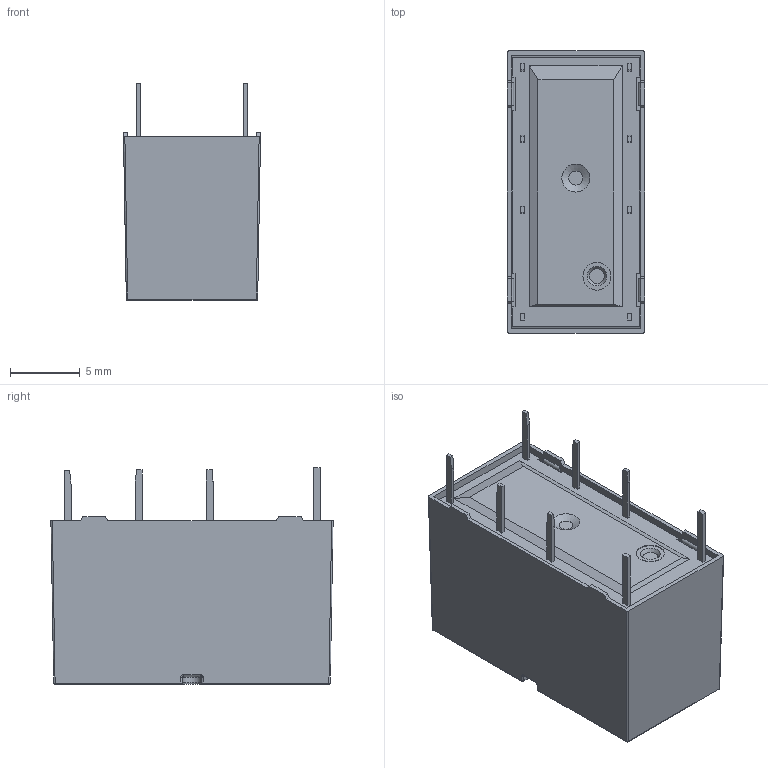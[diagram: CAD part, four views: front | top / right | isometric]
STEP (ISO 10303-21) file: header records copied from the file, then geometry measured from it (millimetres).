
FILE_DESCRIPTION( ( 'Unknown' ), '1' );
FILE_NAME( 'M.stp', 'Unknown', ( 'Unknown' ), ( 'Unknown' ), 'PSStep 16.0.42', 'Unknown', ' ' );
FILE_SCHEMA( ( 'AUTOMOTIVE_DESIGN { 1 0 10303 214 1 1 1 1 }' ) );
Length unit declared in the file: millimetre
Products named in the file (1): 罩壳A
Bounding box: 9.81 x 20.18 x 15.5 mm (x, y, z)
Volume: 2165 mm3; surface area: 1596.2 mm2
Topology: 1 solids, 6 shells, 271 faces, 707 edges, 451 vertices
Faces by surface type: plane 205, cylinder 47, sphere 8, torus 5, bspline 4, cone 2
Full cylindrical faces by diameter (mm): 2 x1
Entity records: 10424 total; most frequent: CARTESIAN_POINT 1583, ORIENTED_EDGE 1386, DIRECTION 1336, EDGE_CURVE 693, LINE 574, VECTOR 574, VERTEX_POINT 448, AXIS2_PLACEMENT_3D 381
